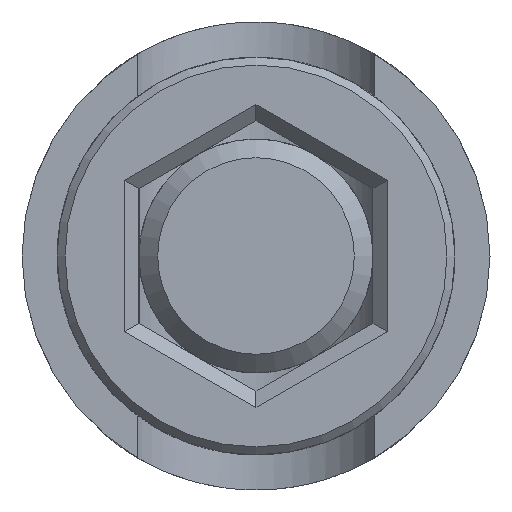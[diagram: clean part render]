
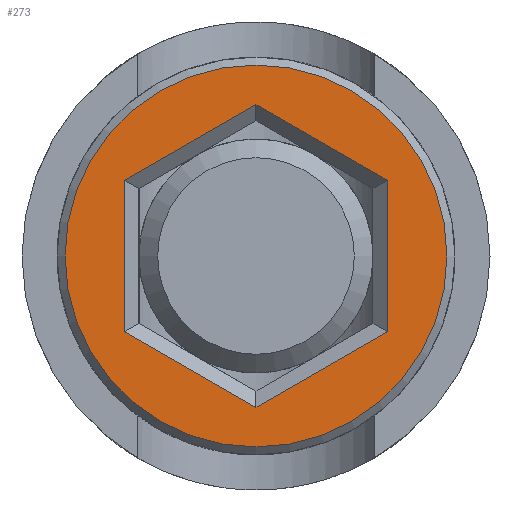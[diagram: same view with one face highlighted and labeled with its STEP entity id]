
A CAD part, left-side view. The second image highlights one B-rep face of the part: STEP entity #273.
In plain terms, the highlighted planar face has unit normal (-1, 0, 0).
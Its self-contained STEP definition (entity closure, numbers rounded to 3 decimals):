
#273 = ADVANCED_FACE( '', ( #542, #543 ), #544, .F. );
#542 = FACE_BOUND( '', #807, .T. );
#543 = FACE_OUTER_BOUND( '', #808, .T. );
#544 = PLANE( '', #809 );
#807 = EDGE_LOOP( '', ( #1372, #1373, #1374, #1375, #1376, #1377 ) );
#808 = EDGE_LOOP( '', ( #1378 ) );
#809 = AXIS2_PLACEMENT_3D( '', #1379, #1380, #1381 );
#1372 = ORIENTED_EDGE( '', *, *, #1741, .T. );
#1373 = ORIENTED_EDGE( '', *, *, #1663, .T. );
#1374 = ORIENTED_EDGE( '', *, *, #1686, .T. );
#1375 = ORIENTED_EDGE( '', *, *, #1566, .T. );
#1376 = ORIENTED_EDGE( '', *, *, #1526, .T. );
#1377 = ORIENTED_EDGE( '', *, *, #1744, .T. );
#1378 = ORIENTED_EDGE( '', *, *, #1728, .F. );
#1379 = CARTESIAN_POINT( '', ( -27., 0., 0. ) );
#1380 = DIRECTION( '', ( 1., 0., 0. ) );
#1381 = DIRECTION( '', ( 0., 0., -1. ) );
#1526 = EDGE_CURVE( '', #1780, #1777, #1781, .T. );
#1566 = EDGE_CURVE( '', #1847, #1780, #1848, .T. );
#1663 = EDGE_CURVE( '', #1996, #1994, #1997, .T. );
#1686 = EDGE_CURVE( '', #1994, #1847, #2030, .T. );
#1728 = EDGE_CURVE( '', #2081, #2081, #2082, .T. );
#1741 = EDGE_CURVE( '', #2093, #1996, #2095, .T. );
#1744 = EDGE_CURVE( '', #1777, #2093, #2098, .T. );
#1777 = VERTEX_POINT( '', #2133 );
#1780 = VERTEX_POINT( '', #2137 );
#1781 = LINE( '', #2138, #2139 );
#1847 = VERTEX_POINT( '', #2238 );
#1848 = LINE( '', #2239, #2240 );
#1994 = VERTEX_POINT( '', #2466 );
#1996 = VERTEX_POINT( '', #2469 );
#1997 = LINE( '', #2470, #2471 );
#2030 = LINE( '', #2611, #2612 );
#2081 = VERTEX_POINT( '', #2780 );
#2082 = CIRCLE( '', #2781, 4.08 );
#2093 = VERTEX_POINT( '', #2792 );
#2095 = LINE( '', #2795, #2796 );
#2098 = LINE( '', #2799, #2800 );
#2133 = CARTESIAN_POINT( '', ( -27., 2.8, 1.617 ) );
#2137 = CARTESIAN_POINT( '', ( -27., 2.8, -1.617 ) );
#2138 = CARTESIAN_POINT( '', ( -27., 2.8, 0. ) );
#2139 = VECTOR( '', #2844, 1000. );
#2238 = CARTESIAN_POINT( '', ( -27., 0., -3.233 ) );
#2239 = CARTESIAN_POINT( '', ( -27., 1.4, -2.425 ) );
#2240 = VECTOR( '', #2881, 1000. );
#2466 = CARTESIAN_POINT( '', ( -27., -2.8, -1.617 ) );
#2469 = CARTESIAN_POINT( '', ( -27., -2.8, 1.617 ) );
#2470 = CARTESIAN_POINT( '', ( -27., -2.8, 0. ) );
#2471 = VECTOR( '', #2976, 1000. );
#2611 = CARTESIAN_POINT( '', ( -27., -1.4, -2.425 ) );
#2612 = VECTOR( '', #2998, 1000. );
#2780 = CARTESIAN_POINT( '', ( -27., 0., -4.08 ) );
#2781 = AXIS2_PLACEMENT_3D( '', #3049, #3050, #3051 );
#2792 = CARTESIAN_POINT( '', ( -27., 0., 3.233 ) );
#2795 = CARTESIAN_POINT( '', ( -27., -1.4, 2.425 ) );
#2796 = VECTOR( '', #3068, 1000. );
#2799 = CARTESIAN_POINT( '', ( -27., 1.4, 2.425 ) );
#2800 = VECTOR( '', #3069, 1000. );
#2844 = DIRECTION( '', ( 0., 0., 1. ) );
#2881 = DIRECTION( '', ( 0., 0.866, 0.5 ) );
#2976 = DIRECTION( '', ( 0., 0., -1. ) );
#2998 = DIRECTION( '', ( 0., 0.866, -0.5 ) );
#3049 = CARTESIAN_POINT( '', ( -27., 0., 0. ) );
#3050 = DIRECTION( '', ( 1., 0., 0. ) );
#3051 = DIRECTION( '', ( 0., 0., -1. ) );
#3068 = DIRECTION( '', ( 0., -0.866, -0.5 ) );
#3069 = DIRECTION( '', ( 0., -0.866, 0.5 ) );
